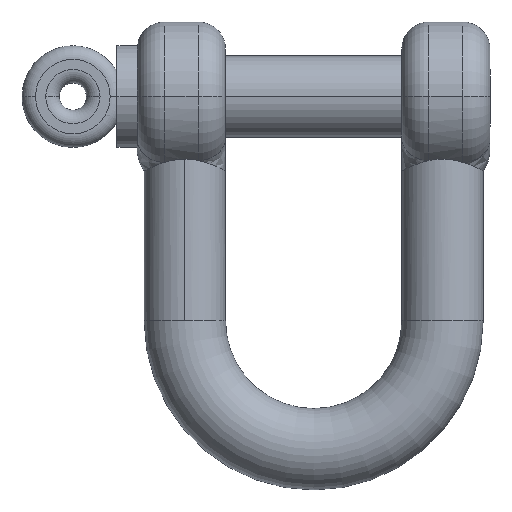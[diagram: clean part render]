
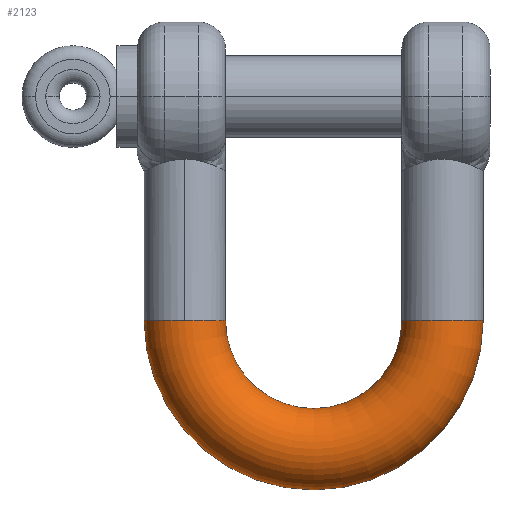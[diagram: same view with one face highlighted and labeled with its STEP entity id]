
A CAD part, top view. The second image highlights one B-rep face of the part: STEP entity #2123.
In plain terms, the highlighted toroidal (fillet/blend) face has major radius 19 mm and minor radius 6 mm.
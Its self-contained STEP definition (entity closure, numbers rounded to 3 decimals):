
#113 = CARTESIAN_POINT ( 'NONE',  ( -19., -33., 6. ) ) ;
#277 = DIRECTION ( 'NONE',  ( 0., 0., 1. ) ) ;
#278 = DIRECTION ( 'NONE',  ( 0., 1., 0. ) ) ;
#279 = CARTESIAN_POINT ( 'NONE',  ( -19., -33., 0. ) ) ;
#280 = AXIS2_PLACEMENT_3D ( 'NONE', #279, #278, #277 ) ;
#281 = CIRCLE ( 'NONE', #280, 6. ) ;
#368 = DIRECTION ( 'NONE',  ( 0., 0., 1. ) ) ;
#369 = DIRECTION ( 'NONE',  ( 0., 1., 0. ) ) ;
#370 = CARTESIAN_POINT ( 'NONE',  ( -19., -33., 0. ) ) ;
#371 = AXIS2_PLACEMENT_3D ( 'NONE', #370, #369, #368 ) ;
#372 = CIRCLE ( 'NONE', #371, 6. ) ;
#520 = DIRECTION ( 'NONE',  ( 0., 0., 1. ) ) ;
#521 = DIRECTION ( 'NONE',  ( 0., -1., 0. ) ) ;
#522 = CARTESIAN_POINT ( 'NONE',  ( 19., -33., 0. ) ) ;
#523 = AXIS2_PLACEMENT_3D ( 'NONE', #522, #521, #520 ) ;
#524 = CIRCLE ( 'NONE', #523, 6. ) ;
#558 = DIRECTION ( 'NONE',  ( -1., 0., 0. ) ) ;
#559 = DIRECTION ( 'NONE',  ( 0., 0., -1. ) ) ;
#574 = AXIS2_PLACEMENT_3D ( 'NONE', #576, #559, #558 ) ;
#575 = TOROIDAL_SURFACE ( 'NONE', #574, 19., 6. ) ;
#576 = CARTESIAN_POINT ( 'NONE',  ( 0., -33., 0. ) ) ;
#578 = FACE_OUTER_BOUND ( 'NONE', #2124, .T. ) ;
#1828 = VERTEX_POINT ( 'NONE', #2428 ) ;
#1842 = EDGE_CURVE ( 'NONE', #1847, #1828, #2486, .T. ) ;
#1843 = VERTEX_POINT ( 'NONE', #2481 ) ;
#1847 = VERTEX_POINT ( 'NONE', #2479 ) ;
#1865 = EDGE_CURVE ( 'NONE', #1843, #1875, #2511, .T. ) ;
#1875 = VERTEX_POINT ( 'NONE', #2498 ) ;
#1939 = VERTEX_POINT ( 'NONE', #113 ) ;
#2005 = EDGE_CURVE ( 'NONE', #1939, #1875, #281, .T. ) ;
#2048 = ORIENTED_EDGE ( 'NONE', *, *, #2005, .F. ) ;
#2049 = ORIENTED_EDGE ( 'NONE', *, *, #2050, .F. ) ;
#2050 = EDGE_CURVE ( 'NONE', #1828, #1939, #372, .T. ) ;
#2116 = EDGE_CURVE ( 'NONE', #1847, #1843, #524, .T. ) ;
#2123 = ADVANCED_FACE ( 'NONE', ( #578 ), #575, .T. ) ;
#2124 = EDGE_LOOP ( 'NONE', ( #2125, #2126, #2127, #2048, #2049 ) ) ;
#2125 = ORIENTED_EDGE ( 'NONE', *, *, #1842, .F. ) ;
#2126 = ORIENTED_EDGE ( 'NONE', *, *, #2116, .T. ) ;
#2127 = ORIENTED_EDGE ( 'NONE', *, *, #1865, .T. ) ;
#2428 = CARTESIAN_POINT ( 'NONE',  ( -25., -33., 0. ) ) ;
#2479 = CARTESIAN_POINT ( 'NONE',  ( 25., -33., 0. ) ) ;
#2481 = CARTESIAN_POINT ( 'NONE',  ( 13., -33., 0. ) ) ;
#2482 = DIRECTION ( 'NONE',  ( -1., 0., 0. ) ) ;
#2483 = DIRECTION ( 'NONE',  ( 0., 0., -1. ) ) ;
#2484 = CARTESIAN_POINT ( 'NONE',  ( 0., -33., 0. ) ) ;
#2485 = AXIS2_PLACEMENT_3D ( 'NONE', #2484, #2483, #2482 ) ;
#2486 = CIRCLE ( 'NONE', #2485, 25. ) ;
#2498 = CARTESIAN_POINT ( 'NONE',  ( -13., -33., 0. ) ) ;
#2507 = DIRECTION ( 'NONE',  ( -1., 0., 0. ) ) ;
#2508 = DIRECTION ( 'NONE',  ( 0., 0., -1. ) ) ;
#2509 = CARTESIAN_POINT ( 'NONE',  ( 0., -33., 0. ) ) ;
#2510 = AXIS2_PLACEMENT_3D ( 'NONE', #2509, #2508, #2507 ) ;
#2511 = CIRCLE ( 'NONE', #2510, 13. ) ;
